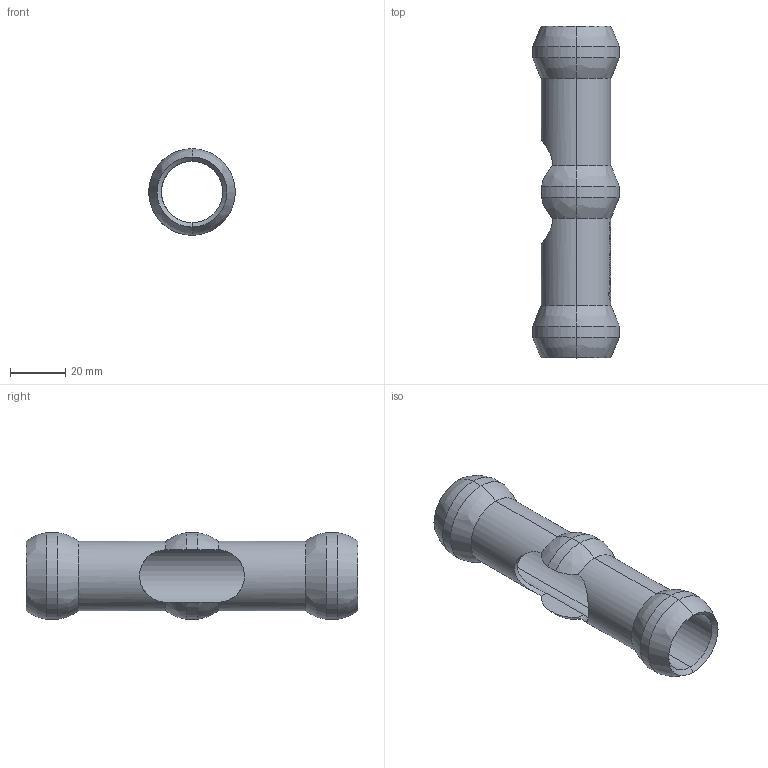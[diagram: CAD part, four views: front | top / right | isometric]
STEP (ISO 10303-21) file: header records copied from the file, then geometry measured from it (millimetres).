
FILE_DESCRIPTION (( 'STEP AP214' ), '1' );
FILE_NAME ('AFSB-3T.STEP', '2023-03-08T19:56:44', ( '' ), ( '' ), 'SwSTEP 2.0', 'SolidWorks 2021', '' );
FILE_SCHEMA (( 'AUTOMOTIVE_DESIGN' ));
Length unit declared in the file: inch
Products named in the file (1): AFSB-3T
Bounding box: 31.5 x 120.65 x 31.5 mm (x, y, z)
Volume: 22862.7 mm3; surface area: 18135.6 mm2
Topology: 1 solids, 1 shells, 108 faces, 1103 edges, 1067 vertices
Faces by surface type: cylinder 88, bspline 14, cone 4, plane 2
Entity records: 12467 total; most frequent: CARTESIAN_POINT 4889, ORIENTED_EDGE 2206, EDGE_CURVE 1103, VERTEX_POINT 1067, DIRECTION 913, B_SPLINE_CURVE_WITH_KNOTS 622, AXIS2_PLACEMENT_3D 337, CIRCLE 242
